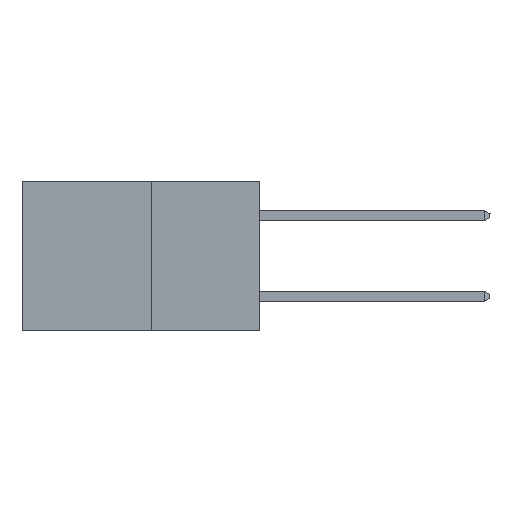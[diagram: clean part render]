
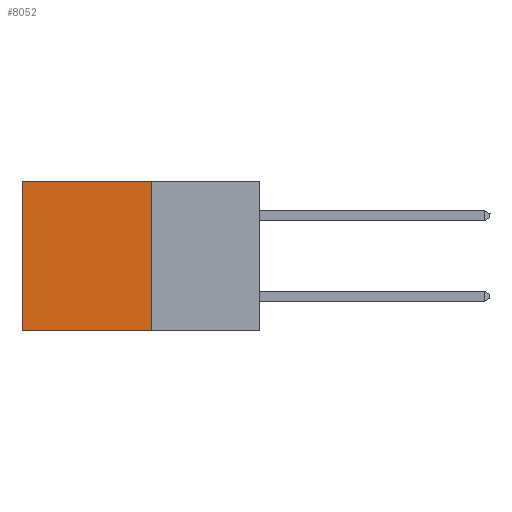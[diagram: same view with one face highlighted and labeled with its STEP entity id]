
A CAD part, left-side view. The second image highlights one B-rep face of the part: STEP entity #8052.
In plain terms, the highlighted planar face has unit normal (-1, 0, 0).
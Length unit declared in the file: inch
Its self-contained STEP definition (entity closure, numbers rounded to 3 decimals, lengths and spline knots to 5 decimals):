
#87 = VECTOR ( 'NONE', #11674, 39.37008 ) ;
#144 = VECTOR ( 'NONE', #4262, 39.37008 ) ;
#520 = CARTESIAN_POINT ( 'NONE',  ( 0.277, 0.59, -0.37 ) ) ;
#839 = ORIENTED_EDGE ( 'NONE', *, *, #8599, .F. ) ;
#1643 = DIRECTION ( 'NONE',  ( 0., 0., -1. ) ) ;
#1767 = EDGE_CURVE ( 'NONE', #5330, #2799, #6577, .T. ) ;
#1807 = VECTOR ( 'NONE', #6284, 39.37008 ) ;
#2121 = AXIS2_PLACEMENT_3D ( 'NONE', #5509, #7323, #1643 ) ;
#2547 = LINE ( 'NONE', #7170, #87 ) ;
#2623 = DIRECTION ( 'NONE',  ( 0., 1., 0. ) ) ;
#2799 = VERTEX_POINT ( 'NONE', #9067 ) ;
#3703 = VECTOR ( 'NONE', #2623, 39.37008 ) ;
#3829 = ORIENTED_EDGE ( 'NONE', *, *, #1767, .T. ) ;
#4262 = DIRECTION ( 'NONE',  ( 0., 0., -1. ) ) ;
#5230 = EDGE_LOOP ( 'NONE', ( #8194, #10584, #839, #3829 ) ) ;
#5330 = VERTEX_POINT ( 'NONE', #8996 ) ;
#5467 = EDGE_CURVE ( 'NONE', #10539, #8025, #8361, .T. ) ;
#5509 = CARTESIAN_POINT ( 'NONE',  ( 0.277, 0.27, -0.37 ) ) ;
#6284 = DIRECTION ( 'NONE',  ( 0., 1., 0. ) ) ;
#6577 = LINE ( 'NONE', #10806, #1807 ) ;
#7170 = CARTESIAN_POINT ( 'NONE',  ( 0.277, 0.59, -0.37 ) ) ;
#7207 = CARTESIAN_POINT ( 'NONE',  ( 0.277, 0.27, -0.37 ) ) ;
#7323 = DIRECTION ( 'NONE',  ( 1., 0., 0. ) ) ;
#8025 = VERTEX_POINT ( 'NONE', #520 ) ;
#8052 = ADVANCED_FACE ( 'NONE', ( #12039 ), #10079, .F. ) ;
#8172 = LINE ( 'NONE', #7207, #144 ) ;
#8194 = ORIENTED_EDGE ( 'NONE', *, *, #11020, .T. ) ;
#8238 = CARTESIAN_POINT ( 'NONE',  ( 0.277, 0.27, -0.37 ) ) ;
#8361 = LINE ( 'NONE', #8238, #3703 ) ;
#8599 = EDGE_CURVE ( 'NONE', #5330, #10539, #8172, .T. ) ;
#8996 = CARTESIAN_POINT ( 'NONE',  ( 0.277, 0.27, 0. ) ) ;
#9067 = CARTESIAN_POINT ( 'NONE',  ( 0.277, 0.59, 0. ) ) ;
#10079 = PLANE ( 'NONE',  #2121 ) ;
#10539 = VERTEX_POINT ( 'NONE', #12018 ) ;
#10584 = ORIENTED_EDGE ( 'NONE', *, *, #5467, .F. ) ;
#10806 = CARTESIAN_POINT ( 'NONE',  ( 0.277, 0.27, 0. ) ) ;
#11020 = EDGE_CURVE ( 'NONE', #2799, #8025, #2547, .T. ) ;
#11674 = DIRECTION ( 'NONE',  ( 0., 0., -1. ) ) ;
#12018 = CARTESIAN_POINT ( 'NONE',  ( 0.277, 0.27, -0.37 ) ) ;
#12039 = FACE_OUTER_BOUND ( 'NONE', #5230, .T. ) ;
